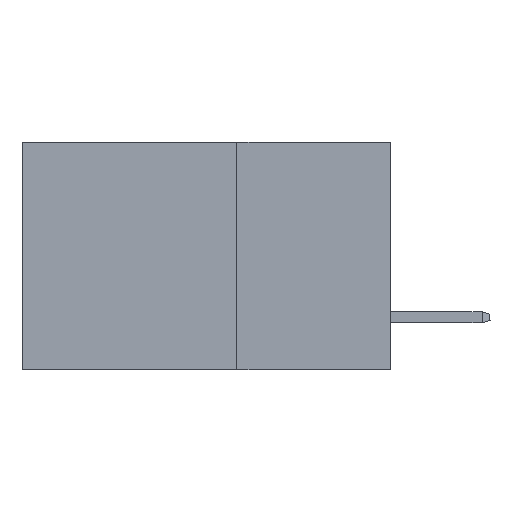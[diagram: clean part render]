
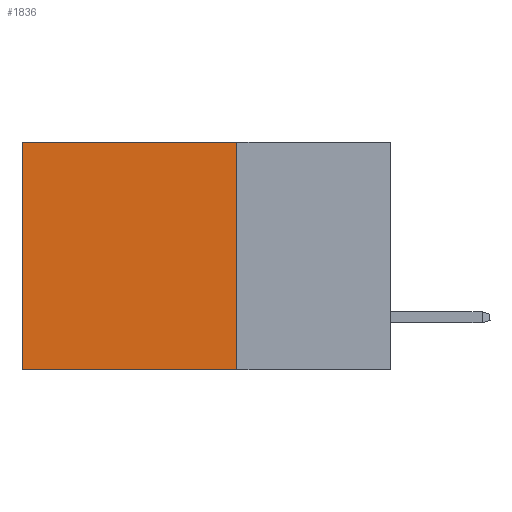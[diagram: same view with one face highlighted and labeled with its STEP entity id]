
A CAD part, left-side view. The second image highlights one B-rep face of the part: STEP entity #1836.
In plain terms, the highlighted planar face has unit normal (-1, 0, 0).
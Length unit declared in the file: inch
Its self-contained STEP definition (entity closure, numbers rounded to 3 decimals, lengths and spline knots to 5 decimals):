
#5 = DIRECTION ( 'NONE',  ( 0., 0., -1. ) ) ;
#120 = CARTESIAN_POINT ( 'NONE',  ( 0.2875, 0.25, -0.37 ) ) ;
#425 = CARTESIAN_POINT ( 'NONE',  ( 0.2875, 0.25, -0.37 ) ) ;
#447 = EDGE_LOOP ( 'NONE', ( #2650, #7540, #8572, #3373 ) ) ;
#727 = DIRECTION ( 'NONE',  ( 0., 1., 0. ) ) ;
#759 = LINE ( 'NONE', #8096, #9940 ) ;
#1836 = ADVANCED_FACE ( 'NONE', ( #8055 ), #8176, .F. ) ;
#2129 = CARTESIAN_POINT ( 'NONE',  ( 0.2875, 0.6, 0. ) ) ;
#2650 = ORIENTED_EDGE ( 'NONE', *, *, #5558, .T. ) ;
#3373 = ORIENTED_EDGE ( 'NONE', *, *, #9268, .T. ) ;
#3990 = VERTEX_POINT ( 'NONE', #7514 ) ;
#4205 = VECTOR ( 'NONE', #8364, 39.37008 ) ;
#5150 = EDGE_CURVE ( 'NONE', #5810, #10276, #9361, .T. ) ;
#5440 = CARTESIAN_POINT ( 'NONE',  ( 0.2875, 0.25, 0. ) ) ;
#5466 = VECTOR ( 'NONE', #5, 39.37008 ) ;
#5558 = EDGE_CURVE ( 'NONE', #11725, #3990, #5630, .T. ) ;
#5630 = LINE ( 'NONE', #8229, #5466 ) ;
#5810 = VERTEX_POINT ( 'NONE', #9243 ) ;
#6131 = DIRECTION ( 'NONE',  ( 0., 0., -1. ) ) ;
#6276 = LINE ( 'NONE', #120, #9567 ) ;
#7514 = CARTESIAN_POINT ( 'NONE',  ( 0.2875, 0.6, -0.37 ) ) ;
#7540 = ORIENTED_EDGE ( 'NONE', *, *, #8515, .F. ) ;
#8055 = FACE_OUTER_BOUND ( 'NONE', #447, .T. ) ;
#8096 = CARTESIAN_POINT ( 'NONE',  ( 0.2875, 0.25, 0. ) ) ;
#8176 = PLANE ( 'NONE',  #10444 ) ;
#8229 = CARTESIAN_POINT ( 'NONE',  ( 0.2875, 0.6, 0. ) ) ;
#8364 = DIRECTION ( 'NONE',  ( 0., 0., -1. ) ) ;
#8515 = EDGE_CURVE ( 'NONE', #10276, #3990, #6276, .T. ) ;
#8572 = ORIENTED_EDGE ( 'NONE', *, *, #5150, .F. ) ;
#9243 = CARTESIAN_POINT ( 'NONE',  ( 0.2875, 0.25, 0. ) ) ;
#9268 = EDGE_CURVE ( 'NONE', #5810, #11725, #759, .T. ) ;
#9361 = LINE ( 'NONE', #10996, #4205 ) ;
#9567 = VECTOR ( 'NONE', #10931, 39.37008 ) ;
#9940 = VECTOR ( 'NONE', #727, 39.37008 ) ;
#10276 = VERTEX_POINT ( 'NONE', #425 ) ;
#10444 = AXIS2_PLACEMENT_3D ( 'NONE', #5440, #11850, #6131 ) ;
#10931 = DIRECTION ( 'NONE',  ( 0., 1., 0. ) ) ;
#10996 = CARTESIAN_POINT ( 'NONE',  ( 0.2875, 0.25, 0. ) ) ;
#11725 = VERTEX_POINT ( 'NONE', #2129 ) ;
#11850 = DIRECTION ( 'NONE',  ( 1., 0., 0. ) ) ;
